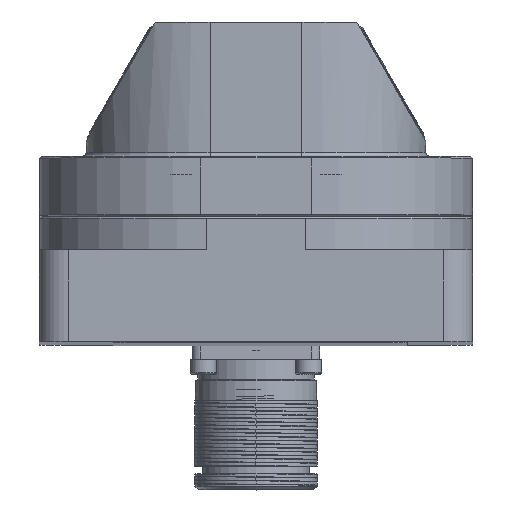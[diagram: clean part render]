
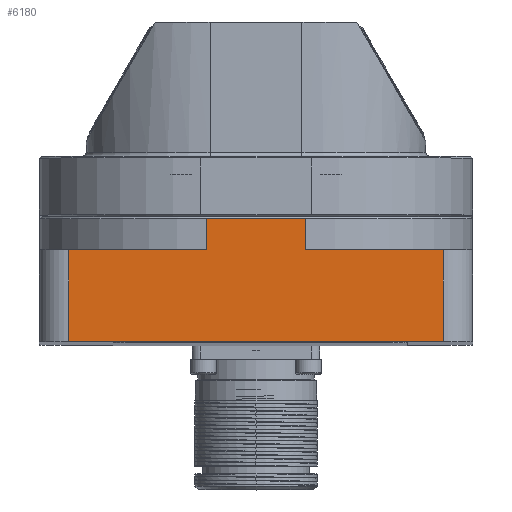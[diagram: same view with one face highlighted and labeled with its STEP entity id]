
A CAD part, top view. The second image highlights one B-rep face of the part: STEP entity #6180.
In plain terms, the highlighted planar face has unit normal (0, 0, 1).
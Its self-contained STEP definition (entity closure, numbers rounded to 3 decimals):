
#607=FACE_OUTER_BOUND('',#1042,.T.);
#1042=EDGE_LOOP('',(#4379,#4380,#4381,#4382,#4383,#4384,#4385,#4386));
#1559=LINE('',#9727,#1917);
#1560=LINE('',#9729,#1918);
#1561=LINE('',#9731,#1919);
#1562=LINE('',#9733,#1920);
#1563=LINE('',#9735,#1921);
#1564=LINE('',#9737,#1922);
#1565=LINE('',#9739,#1923);
#1566=LINE('',#9740,#1924);
#1917=VECTOR('',#7744,10.);
#1918=VECTOR('',#7745,10.);
#1919=VECTOR('',#7746,10.);
#1920=VECTOR('',#7747,10.);
#1921=VECTOR('',#7748,10.);
#1922=VECTOR('',#7749,10.);
#1923=VECTOR('',#7750,10.);
#1924=VECTOR('',#7751,10.);
#2679=VERTEX_POINT('',#9725);
#2680=VERTEX_POINT('',#9726);
#2681=VERTEX_POINT('',#9728);
#2682=VERTEX_POINT('',#9730);
#2683=VERTEX_POINT('',#9732);
#2684=VERTEX_POINT('',#9734);
#2685=VERTEX_POINT('',#9736);
#2686=VERTEX_POINT('',#9738);
#3336=EDGE_CURVE('',#2679,#2680,#1559,.T.);
#3337=EDGE_CURVE('',#2681,#2679,#1560,.T.);
#3338=EDGE_CURVE('',#2682,#2681,#1561,.T.);
#3339=EDGE_CURVE('',#2683,#2682,#1562,.T.);
#3340=EDGE_CURVE('',#2684,#2683,#1563,.T.);
#3341=EDGE_CURVE('',#2685,#2684,#1564,.T.);
#3342=EDGE_CURVE('',#2686,#2685,#1565,.T.);
#3343=EDGE_CURVE('',#2680,#2686,#1566,.T.);
#4379=ORIENTED_EDGE('',*,*,#3336,.F.);
#4380=ORIENTED_EDGE('',*,*,#3337,.F.);
#4381=ORIENTED_EDGE('',*,*,#3338,.F.);
#4382=ORIENTED_EDGE('',*,*,#3339,.F.);
#4383=ORIENTED_EDGE('',*,*,#3340,.F.);
#4384=ORIENTED_EDGE('',*,*,#3341,.F.);
#4385=ORIENTED_EDGE('',*,*,#3342,.F.);
#4386=ORIENTED_EDGE('',*,*,#3343,.F.);
#5973=PLANE('',#6723);
#6180=ADVANCED_FACE('',(#607),#5973,.T.);
#6723=AXIS2_PLACEMENT_3D('',#9724,#7742,#7743);
#7742=DIRECTION('center_axis',(0.,0.,
1.));
#7743=DIRECTION('ref_axis',(-1.,0.,0.));
#7744=DIRECTION('',(-1.,0.,0.));
#7745=DIRECTION('',(0.,-1.,0.));
#7746=DIRECTION('',(1.,0.,0.));
#7747=DIRECTION('',(0.,-1.,0.));
#7748=DIRECTION('',(1.,0.,0.));
#7749=DIRECTION('',(0.,1.,0.));
#7750=DIRECTION('',(1.,0.,0.));
#7751=DIRECTION('',(0.,1.,0.));
#9724=CARTESIAN_POINT('Origin',(59.,-25.,288.75));
#9725=CARTESIAN_POINT('',(51.,-59.,288.75));
#9726=CARTESIAN_POINT('',(-51.,-59.,288.75));
#9727=CARTESIAN_POINT('',(59.,-59.,288.75));
#9728=CARTESIAN_POINT('',(51.,-34.,288.75));
#9729=CARTESIAN_POINT('',(51.,-25.,288.75));
#9730=CARTESIAN_POINT('',(13.5,-34.,288.75));
#9731=CARTESIAN_POINT('',(59.,-34.,288.75));
#9732=CARTESIAN_POINT('',(13.5,-25.5,288.75));
#9733=CARTESIAN_POINT('',(13.5,-25.,288.75));
#9734=CARTESIAN_POINT('',(-13.5,-25.5,288.75));
#9735=CARTESIAN_POINT('',(29.5,-25.5,288.75));
#9736=CARTESIAN_POINT('',(-13.5,-34.,288.75));
#9737=CARTESIAN_POINT('',(-13.5,-25.,288.75));
#9738=CARTESIAN_POINT('',(-51.,-34.,288.75));
#9739=CARTESIAN_POINT('',(-13.5,-34.,288.75));
#9740=CARTESIAN_POINT('',(-51.,-25.,288.75));
